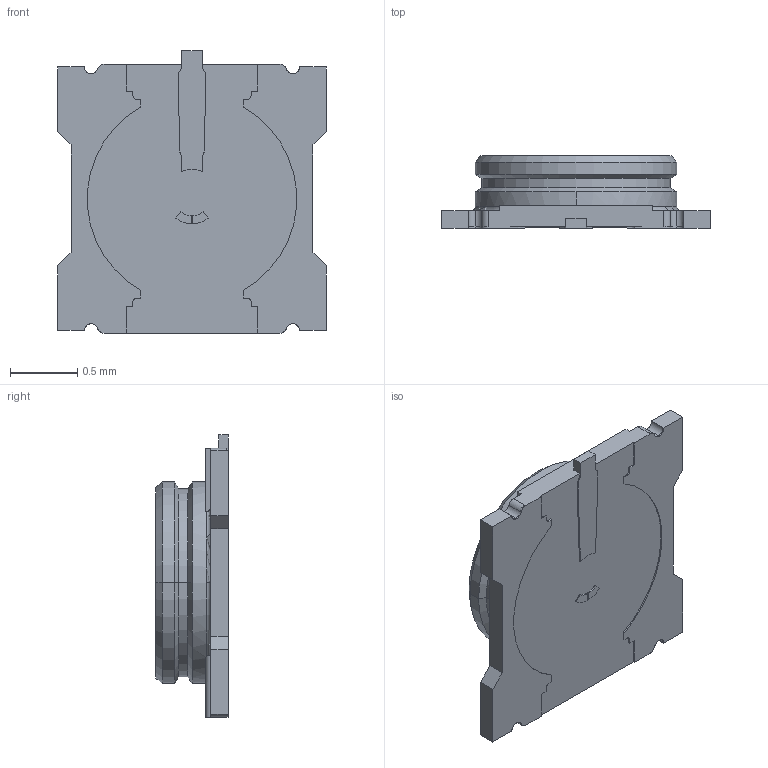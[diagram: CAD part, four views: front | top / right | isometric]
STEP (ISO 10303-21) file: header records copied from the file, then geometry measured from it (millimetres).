
FILE_DESCRIPTION(('STEP AP214'),'1');
FILE_NAME('UFL_conector.stp','2024-03-26T23:45:03',(' '),(' '),'Spatial InterOp 3D',' ',' ');
FILE_SCHEMA(('AUTOMOTIVE_DESIGN { 1 0 10303 214 1 1 1 1 }'));
Length unit declared in the file: metre
Products named in the file (1): NONE
Bounding box: 2 x 0.54 x 2.1 mm (x, y, z)
Volume: 0.7 mm3; surface area: 12.5 mm2
Topology: 1 solids, 1 shells, 155 faces, 465 edges, 316 vertices
Faces by surface type: plane 78, cylinder 55, torus 11, cone 9, bspline 2
Entity records: 5497 total; most frequent: CARTESIAN_POINT 1222, ORIENTED_EDGE 930, DIRECTION 817, EDGE_CURVE 465, VERTEX_POINT 316, LINE 285, VECTOR 285, AXIS2_PLACEMENT_3D 266
